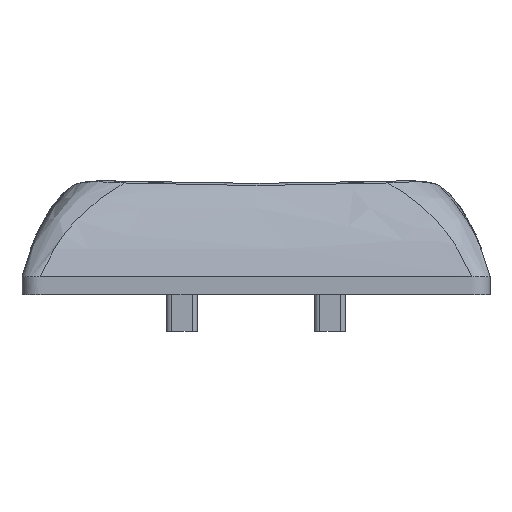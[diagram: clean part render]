
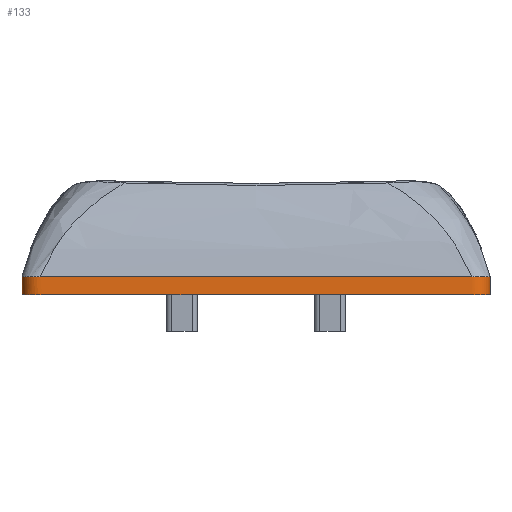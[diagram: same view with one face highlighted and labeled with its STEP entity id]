
A CAD part, front view. The second image highlights one B-rep face of the part: STEP entity #133.
In plain terms, the highlighted free-form (B-spline) face has degree [1, 2] with [2, 9] control points.
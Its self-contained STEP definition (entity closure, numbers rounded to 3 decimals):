
#133=ADVANCED_FACE('',(#323),#2910,.T.);
#323=FACE_OUTER_BOUND('',#517,.T.);
#517=EDGE_LOOP('',(#1192,#1193,#1194,#1195,#1196,#1197,#1198));
#1192=ORIENTED_EDGE('',*,*,#2084,.T.);
#1193=ORIENTED_EDGE('',*,*,#1987,.T.);
#1194=ORIENTED_EDGE('',*,*,#1988,.T.);
#1195=ORIENTED_EDGE('',*,*,#1989,.T.);
#1196=ORIENTED_EDGE('',*,*,#1990,.T.);
#1197=ORIENTED_EDGE('',*,*,#1956,.F.);
#1198=ORIENTED_EDGE('',*,*,#2085,.F.);
#1956=EDGE_CURVE('',#2804,#2805,#2231,.T.);
#1987=EDGE_CURVE('',#2826,#2827,#2262,.T.);
#1988=EDGE_CURVE('',#2827,#2828,#2263,.T.);
#1989=EDGE_CURVE('',#2828,#2829,#2264,.T.);
#1990=EDGE_CURVE('',#2829,#2805,#2265,.T.);
#2084=EDGE_CURVE('',#2898,#2826,#2289,.T.);
#2085=EDGE_CURVE('',#2898,#2804,#2290,.T.);
#2231=(
BOUNDED_CURVE()
B_SPLINE_CURVE(1,(#7848,#7849),.UNSPECIFIED.,.F.,.F.)
B_SPLINE_CURVE_WITH_KNOTS((2,2),(0.,0.7),.UNSPECIFIED.)
CURVE()
GEOMETRIC_REPRESENTATION_ITEM()
RATIONAL_B_SPLINE_CURVE((1.,1.))
REPRESENTATION_ITEM('')
);
#2262=(
BOUNDED_CURVE()
B_SPLINE_CURVE(2,(#8096,#8097,#8098),.UNSPECIFIED.,.F.,.F.)
B_SPLINE_CURVE_WITH_KNOTS((3,3),(54.399,55.499),
 .UNSPECIFIED.)
CURVE()
GEOMETRIC_REPRESENTATION_ITEM()
RATIONAL_B_SPLINE_CURVE((1.,0.707,1.))
REPRESENTATION_ITEM('')
);
#2263=(
BOUNDED_CURVE()
B_SPLINE_CURVE(2,(#8099,#8100,#8101),.UNSPECIFIED.,.F.,.F.)
B_SPLINE_CURVE_WITH_KNOTS((3,3),(55.499,72.099),
 .UNSPECIFIED.)
CURVE()
GEOMETRIC_REPRESENTATION_ITEM()
RATIONAL_B_SPLINE_CURVE((1.,1.,1.))
REPRESENTATION_ITEM('')
);
#2264=(
BOUNDED_CURVE()
B_SPLINE_CURVE(2,(#8102,#8103,#8104),.UNSPECIFIED.,.F.,.F.)
B_SPLINE_CURVE_WITH_KNOTS((3,3),(72.099,73.198),
 .UNSPECIFIED.)
CURVE()
GEOMETRIC_REPRESENTATION_ITEM()
RATIONAL_B_SPLINE_CURVE((1.,0.707,1.))
REPRESENTATION_ITEM('')
);
#2265=(
BOUNDED_CURVE()
B_SPLINE_CURVE(2,(#8105,#8106,#8107),.UNSPECIFIED.,.F.,.F.)
B_SPLINE_CURVE_WITH_KNOTS((3,3),(73.198,108.798),
 .UNSPECIFIED.)
CURVE()
GEOMETRIC_REPRESENTATION_ITEM()
RATIONAL_B_SPLINE_CURVE((1.,1.,1.))
REPRESENTATION_ITEM('')
);
#2289=(
BOUNDED_CURVE()
B_SPLINE_CURVE(1,(#8987,#8988),.UNSPECIFIED.,.F.,.F.)
B_SPLINE_CURVE_WITH_KNOTS((2,2),(0.,0.7),.UNSPECIFIED.)
CURVE()
GEOMETRIC_REPRESENTATION_ITEM()
RATIONAL_B_SPLINE_CURVE((1.,1.))
REPRESENTATION_ITEM('')
);
#2290=(
BOUNDED_CURVE()
B_SPLINE_CURVE(2,(#8989,#8990,#8991,#8992,#8993,#8994,#8995,#8996,#8997),
 .UNSPECIFIED.,.F.,.F.)
B_SPLINE_CURVE_WITH_KNOTS((3,2,2,2,3),(54.399,55.499,
72.099,73.198,108.798),.UNSPECIFIED.)
CURVE()
GEOMETRIC_REPRESENTATION_ITEM()
RATIONAL_B_SPLINE_CURVE((1.,0.707,1.,1.,1.,0.707,
1.,1.,1.))
REPRESENTATION_ITEM('')
);
#2804=VERTEX_POINT('',#6940);
#2805=VERTEX_POINT('',#6941);
#2826=VERTEX_POINT('',#6962);
#2827=VERTEX_POINT('',#6963);
#2828=VERTEX_POINT('',#6964);
#2829=VERTEX_POINT('',#6965);
#2898=VERTEX_POINT('',#7034);
#2910=(
BOUNDED_SURFACE()
B_SPLINE_SURFACE(1,2,((#3615,#3616,#3617,#3618,#3619,#3620,#3621,#3622,
#3623),(#3624,#3625,#3626,#3627,#3628,#3629,#3630,#3631,#3632)),
 .UNSPECIFIED.,.F.,.F.,.F.)
B_SPLINE_SURFACE_WITH_KNOTS((2,2),(3,2,2,2,3),(0.,0.7),(54.399,
55.499,72.099,73.198,108.798),
 .UNSPECIFIED.)
GEOMETRIC_REPRESENTATION_ITEM()
RATIONAL_B_SPLINE_SURFACE(((1.,0.707,1.,1.,1.,0.707,
1.,1.,1.),(1.,0.707,1.,1.,1.,0.707,1.,1.,1.)))
REPRESENTATION_ITEM('')
SURFACE()
);
#3615=CARTESIAN_POINT('',(115.75,-26.3,-0.4));
#3616=CARTESIAN_POINT('',(115.75,-27.,-0.4));
#3617=CARTESIAN_POINT('',(115.05,-27.,-0.4));
#3618=CARTESIAN_POINT('',(106.75,-27.,-0.4));
#3619=CARTESIAN_POINT('',(98.45,-27.,-0.4));
#3620=CARTESIAN_POINT('',(97.75,-27.,-0.4));
#3621=CARTESIAN_POINT('',(97.75,-26.3,-0.4));
#3622=CARTESIAN_POINT('',(97.75,-8.5,-0.4));
#3623=CARTESIAN_POINT('',(97.75,9.3,-0.4));
#3624=CARTESIAN_POINT('',(115.75,-26.3,0.3));
#3625=CARTESIAN_POINT('',(115.75,-27.,0.3));
#3626=CARTESIAN_POINT('',(115.05,-27.,0.3));
#3627=CARTESIAN_POINT('',(106.75,-27.,0.3));
#3628=CARTESIAN_POINT('',(98.45,-27.,0.3));
#3629=CARTESIAN_POINT('',(97.75,-27.,0.3));
#3630=CARTESIAN_POINT('',(97.75,-26.3,0.3));
#3631=CARTESIAN_POINT('',(97.75,-8.5,0.3));
#3632=CARTESIAN_POINT('',(97.75,9.3,0.3));
#6940=CARTESIAN_POINT('',(97.75,9.3,-0.4));
#6941=CARTESIAN_POINT('',(97.75,9.3,0.3));
#6962=CARTESIAN_POINT('',(115.75,-26.3,0.3));
#6963=CARTESIAN_POINT('',(115.05,-27.,0.3));
#6964=CARTESIAN_POINT('',(98.45,-27.,0.3));
#6965=CARTESIAN_POINT('',(97.75,-26.3,0.3));
#7034=CARTESIAN_POINT('',(115.75,-26.3,-0.4));
#7848=CARTESIAN_POINT('',(97.75,9.3,-0.4));
#7849=CARTESIAN_POINT('',(97.75,9.3,0.3));
#8096=CARTESIAN_POINT('',(115.75,-26.3,0.3));
#8097=CARTESIAN_POINT('',(115.75,-27.,0.3));
#8098=CARTESIAN_POINT('',(115.05,-27.,0.3));
#8099=CARTESIAN_POINT('',(115.05,-27.,0.3));
#8100=CARTESIAN_POINT('',(106.75,-27.,0.3));
#8101=CARTESIAN_POINT('',(98.45,-27.,0.3));
#8102=CARTESIAN_POINT('',(98.45,-27.,0.3));
#8103=CARTESIAN_POINT('',(97.75,-27.,0.3));
#8104=CARTESIAN_POINT('',(97.75,-26.3,0.3));
#8105=CARTESIAN_POINT('',(97.75,-26.3,0.3));
#8106=CARTESIAN_POINT('',(97.75,-8.5,0.3));
#8107=CARTESIAN_POINT('',(97.75,9.3,0.3));
#8987=CARTESIAN_POINT('',(115.75,-26.3,-0.4));
#8988=CARTESIAN_POINT('',(115.75,-26.3,0.3));
#8989=CARTESIAN_POINT('',(115.75,-26.3,-0.4));
#8990=CARTESIAN_POINT('',(115.75,-27.,-0.4));
#8991=CARTESIAN_POINT('',(115.05,-27.,-0.4));
#8992=CARTESIAN_POINT('',(106.75,-27.,-0.4));
#8993=CARTESIAN_POINT('',(98.45,-27.,-0.4));
#8994=CARTESIAN_POINT('',(97.75,-27.,-0.4));
#8995=CARTESIAN_POINT('',(97.75,-26.3,-0.4));
#8996=CARTESIAN_POINT('',(97.75,-8.5,-0.4));
#8997=CARTESIAN_POINT('',(97.75,9.3,-0.4));
